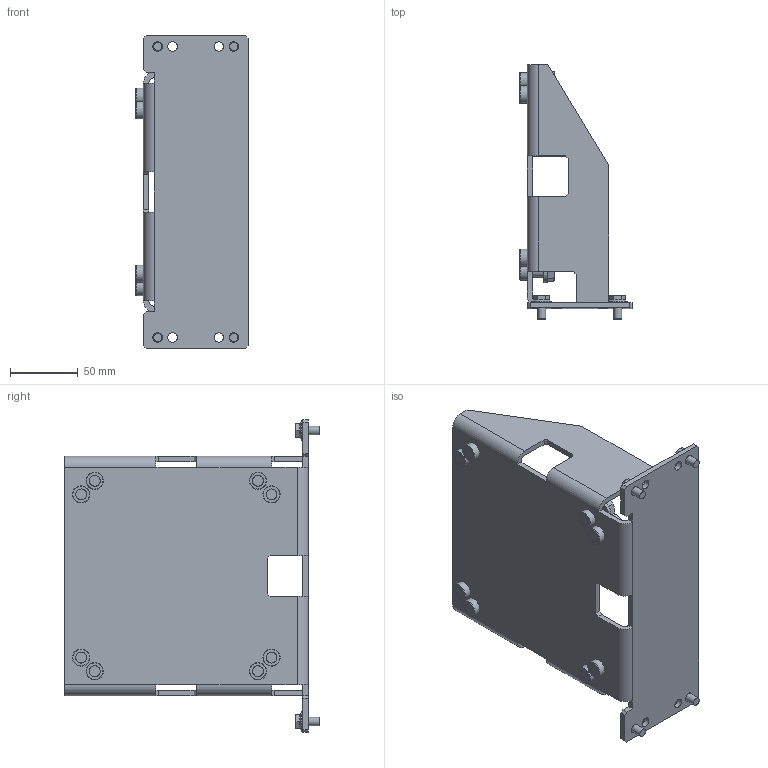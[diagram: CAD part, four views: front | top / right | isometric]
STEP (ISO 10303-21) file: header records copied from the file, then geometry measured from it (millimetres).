
FILE_DESCRIPTION(/* description */ (''),/* implementation_level */ '2;1');
FILE_NAME(/* name */ '6FB1104-0AT03-0AD0_3d.stp',/* time_stamp */ '2017-12-21T13:10:18+01:00',/* author */ ('Naepfel'),/* organization */ ('Siemens AG'),/* preprocessor_version */ 'ST-DEVELOPER v16',/* originating_system */ 'SIEMENS PLM Software NX 10.0',/* authorisation */ '');
FILE_SCHEMA (('AUTOMOTIVE_DESIGN { 1 0 10303 214 3 1 1 1 }'));
Length unit declared in the file: millimetre
Products named in the file (5): A5E43810328A_001; A5E43810206A_001; A5E43810201A_001; A5E43777816A_001; A5E43777810A_001
Assembly tree (4 placements, depth 2):
  A5E43777810A_001
    A5E43777816A_001
    A5E43810201A_001
    A5E43810206A_001
    A5E43810328A_001
Bounding box: 82.47 x 187 x 230 mm (x, y, z)
Volume: 256322.1 mm3; surface area: 140995.4 mm2
Topology: 13 solids, 13 shells, 388 faces, 860 edges, 544 vertices
Faces by surface type: plane 204, cone 108, cylinder 76
Full cylindrical faces by diameter (mm): 6 x4, 6.912 x8, 7 x8, 8 x8, 8.4 x8, 10.5 x8, 12.65 x8, 14.2 x4, 16 x8
Entity records: 12305 total; most frequent: CARTESIAN_POINT 2130, DIRECTION 1608, ORIENTED_EDGE 1448, EDGE_CURVE 724, AXIS2_PLACEMENT_3D 658, EDGE_LOOP 572, VERTEX_POINT 508, ADVANCED_FACE 388
